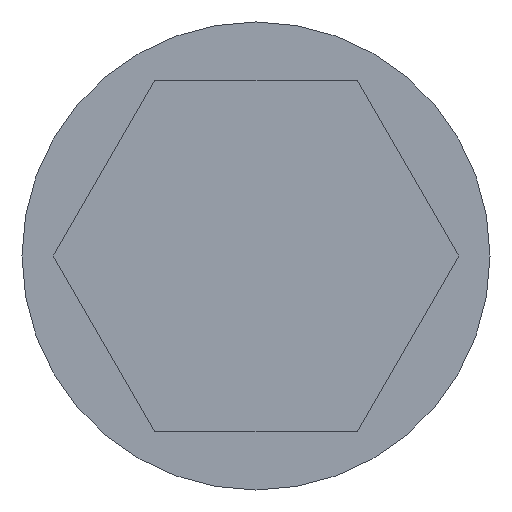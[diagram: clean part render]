
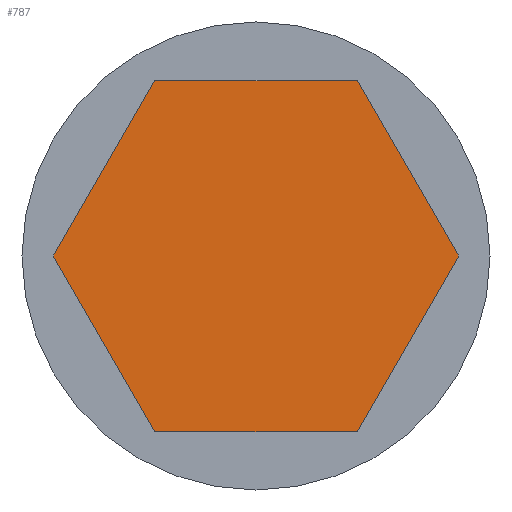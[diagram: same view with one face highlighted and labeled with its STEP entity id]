
A CAD part, front view. The second image highlights one B-rep face of the part: STEP entity #787.
In plain terms, the highlighted face is planar.
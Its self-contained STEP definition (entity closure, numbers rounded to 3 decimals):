
#66 = VECTOR ( 'NONE', #417, 1000. ) ;
#69 = CARTESIAN_POINT ( 'NONE',  ( 0., -10.392, 0. ) ) ;
#77 = LINE ( 'NONE', #948, #66 ) ;
#133 = VECTOR ( 'NONE', #580, 1000. ) ;
#143 = LINE ( 'NONE', #727, #133 ) ;
#147 = FACE_OUTER_BOUND ( 'NONE', #729, .T. ) ;
#155 = VECTOR ( 'NONE', #643, 1000. ) ;
#156 = LINE ( 'NONE', #351, #155 ) ;
#182 = VECTOR ( 'NONE', #246, 1000. ) ;
#192 = LINE ( 'NONE', #437, #182 ) ;
#193 = CARTESIAN_POINT ( 'NONE',  ( 0., 10.392, 0. ) ) ;
#204 = DIRECTION ( 'NONE',  ( 0., -0.5, 0.866 ) ) ;
#246 = DIRECTION ( 'NONE',  ( 0., -0.5, -0.866 ) ) ;
#255 = LINE ( 'NONE', #914, #259 ) ;
#259 = VECTOR ( 'NONE', #452, 1000. ) ;
#281 = VECTOR ( 'NONE', #204, 1000. ) ;
#286 = DIRECTION ( 'NONE',  ( 0., 0., -1. ) ) ;
#291 = LINE ( 'NONE', #979, #281 ) ;
#325 = EDGE_CURVE ( 'NONE', #442, #554, #291, .T. ) ;
#351 = CARTESIAN_POINT ( 'NONE',  ( 0., 5.196, -9. ) ) ;
#358 = CARTESIAN_POINT ( 'NONE',  ( 0., 10.392, 0. ) ) ;
#386 = CARTESIAN_POINT ( 'NONE',  ( 0., -5.196, -9. ) ) ;
#388 = EDGE_CURVE ( 'NONE', #554, #863, #255, .T. ) ;
#390 = CARTESIAN_POINT ( 'NONE',  ( 0., -5.196, 9. ) ) ;
#412 = ORIENTED_EDGE ( 'NONE', *, *, #982, .F. ) ;
#417 = DIRECTION ( 'NONE',  ( 0., 1., 0. ) ) ;
#437 = CARTESIAN_POINT ( 'NONE',  ( 0., -10.392, 0. ) ) ;
#442 = VERTEX_POINT ( 'NONE', #358 ) ;
#444 = ORIENTED_EDGE ( 'NONE', *, *, #388, .F. ) ;
#452 = DIRECTION ( 'NONE',  ( 0., -1., 0. ) ) ;
#535 = ORIENTED_EDGE ( 'NONE', *, *, #753, .F. ) ;
#554 = VERTEX_POINT ( 'NONE', #718 ) ;
#564 = ORIENTED_EDGE ( 'NONE', *, *, #690, .F. ) ;
#580 = DIRECTION ( 'NONE',  ( 0., 0.5, -0.866 ) ) ;
#643 = DIRECTION ( 'NONE',  ( 0., 0.5, 0.866 ) ) ;
#690 = EDGE_CURVE ( 'NONE', #863, #771, #192, .T. ) ;
#707 = VERTEX_POINT ( 'NONE', #765 ) ;
#718 = CARTESIAN_POINT ( 'NONE',  ( 0., 5.196, 9. ) ) ;
#720 = ORIENTED_EDGE ( 'NONE', *, *, #826, .F. ) ;
#727 = CARTESIAN_POINT ( 'NONE',  ( 0., -5.196, -9. ) ) ;
#729 = EDGE_LOOP ( 'NONE', ( #535, #412, #720, #564, #444, #755 ) ) ;
#753 = EDGE_CURVE ( 'NONE', #707, #442, #156, .T. ) ;
#755 = ORIENTED_EDGE ( 'NONE', *, *, #325, .F. ) ;
#765 = CARTESIAN_POINT ( 'NONE',  ( 0., 5.196, -9. ) ) ;
#771 = VERTEX_POINT ( 'NONE', #69 ) ;
#787 = ADVANCED_FACE ( 'NONE', ( #147 ), #861, .F. ) ;
#798 = DIRECTION ( 'NONE',  ( 1., 0., 0. ) ) ;
#826 = EDGE_CURVE ( 'NONE', #771, #843, #143, .T. ) ;
#843 = VERTEX_POINT ( 'NONE', #386 ) ;
#861 = PLANE ( 'NONE',  #949 ) ;
#863 = VERTEX_POINT ( 'NONE', #390 ) ;
#914 = CARTESIAN_POINT ( 'NONE',  ( 0., 5.196, 9. ) ) ;
#948 = CARTESIAN_POINT ( 'NONE',  ( 0., 5.196, -9. ) ) ;
#949 = AXIS2_PLACEMENT_3D ( 'NONE', #193, #798, #286 ) ;
#979 = CARTESIAN_POINT ( 'NONE',  ( 0., 10.392, 0. ) ) ;
#982 = EDGE_CURVE ( 'NONE', #843, #707, #77, .T. ) ;
